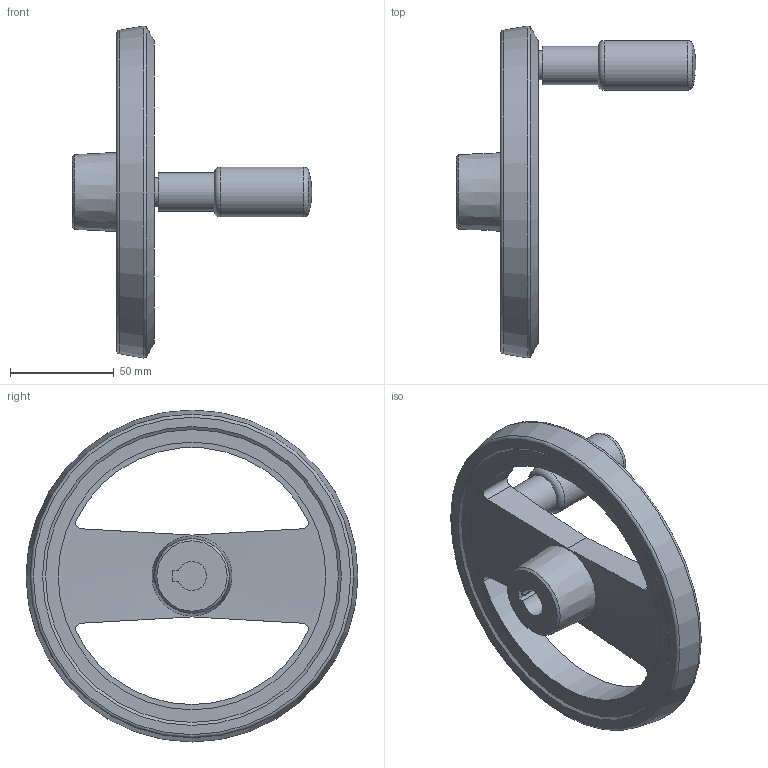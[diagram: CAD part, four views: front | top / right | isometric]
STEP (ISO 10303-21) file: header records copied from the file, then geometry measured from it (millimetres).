
FILE_DESCRIPTION(/* description */ ('STEP AP214'),/* implementation_level */ '2;1');
FILE_NAME(/* name */ 'Handwheel VZH-60-160-R-2',/* time_stamp */ '2023-03-01T14:01:59+01:00',/* author */ ('License CC BY-ND 4.0'),/* organization */ ('CADENAS'),/* preprocessor_version */ 'ST-DEVELOPER v18.102',/* originating_system */ 'PARTsolutions',/* authorisation */ ' ');
FILE_SCHEMA (('AUTOMOTIVE_DESIGN {1 0 10303 214 3 1 1}'));
Length unit declared in the file: millimetre
Products named in the file (1): Handwheel VZH-60-160-R-2
Bounding box: 115.5 x 160 x 160 mm (x, y, z)
Volume: 239098.6 mm3; surface area: 52567.4 mm2
Topology: 1 solids, 1 shells, 57 faces, 135 edges, 86 vertices
Faces by surface type: plane 27, cylinder 15, cone 7, torus 7, sphere 1
Full cylindrical faces by diameter (mm): 6 x2, 14 x1, 14.2 x1, 18.5 x1, 24 x1, 30 x1, 32.2 x1
Entity records: 1913 total; most frequent: CARTESIAN_POINT 321, DIRECTION 238, ORIENTED_EDGE 204, EDGE_CURVE 102, AXIS2_PLACEMENT_3D 96, EDGE_LOOP 92, FACE_BOUND 92, VERTEX_POINT 78
